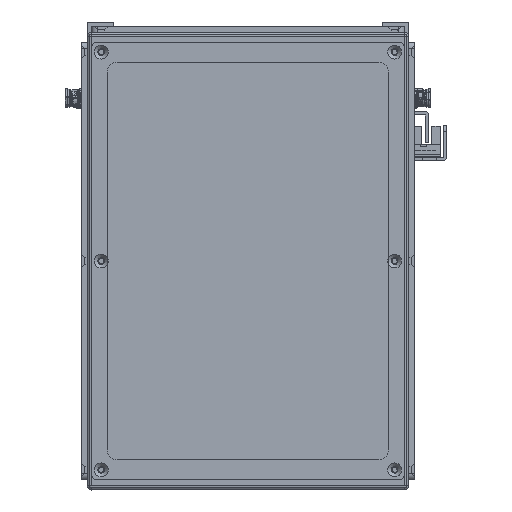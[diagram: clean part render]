
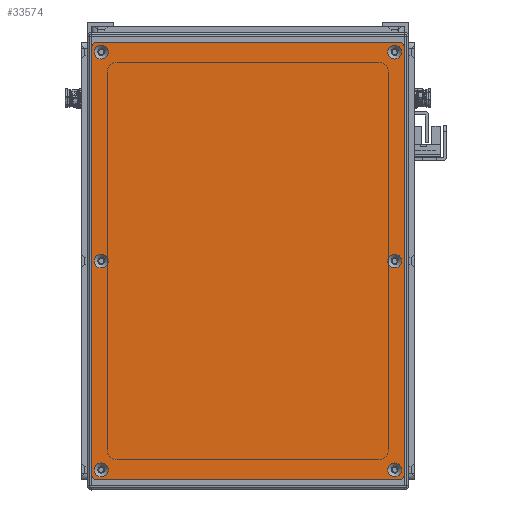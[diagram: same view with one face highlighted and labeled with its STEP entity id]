
A CAD part, front view. The second image highlights one B-rep face of the part: STEP entity #33574.
In plain terms, the highlighted planar face has unit normal (0, -1, 0).
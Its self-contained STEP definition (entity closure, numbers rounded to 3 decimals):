
#990=FACE_BOUND('',#6249,.T.);
#991=FACE_BOUND('',#6250,.T.);
#992=FACE_BOUND('',#6251,.T.);
#993=FACE_BOUND('',#6252,.T.);
#994=FACE_BOUND('',#6253,.T.);
#995=FACE_BOUND('',#6254,.T.);
#4068=FACE_OUTER_BOUND('',#6248,.T.);
#6248=EDGE_LOOP('',(#29987,#29988,#29989,#29990,#29991,#29992,#29993,#29994));
#6249=EDGE_LOOP('',(#29995));
#6250=EDGE_LOOP('',(#29996));
#6251=EDGE_LOOP('',(#29997));
#6252=EDGE_LOOP('',(#29998));
#6253=EDGE_LOOP('',(#29999));
#6254=EDGE_LOOP('',(#30000));
#7903=CIRCLE('',#37601,3.45);
#7906=CIRCLE('',#37606,3.45);
#7909=CIRCLE('',#37611,3.45);
#7912=CIRCLE('',#37616,3.45);
#7915=CIRCLE('',#37621,3.45);
#7918=CIRCLE('',#37626,3.45);
#7921=CIRCLE('',#37631,3.);
#7923=CIRCLE('',#37634,3.);
#7924=CIRCLE('',#37635,3.);
#7925=CIRCLE('',#37636,3.);
#10472=LINE('',#60269,#13035);
#10473=LINE('',#60273,#13036);
#10474=LINE('',#60277,#13037);
#10475=LINE('',#60280,#13038);
#13035=VECTOR('',#47136,10.);
#13036=VECTOR('',#47139,10.);
#13037=VECTOR('',#47142,10.);
#13038=VECTOR('',#47145,10.);
#16115=VERTEX_POINT('',#60199);
#16118=VERTEX_POINT('',#60209);
#16121=VERTEX_POINT('',#60219);
#16124=VERTEX_POINT('',#60229);
#16127=VERTEX_POINT('',#60239);
#16130=VERTEX_POINT('',#60249);
#16133=VERTEX_POINT('',#60259);
#16134=VERTEX_POINT('',#60260);
#16137=VERTEX_POINT('',#60268);
#16138=VERTEX_POINT('',#60270);
#16139=VERTEX_POINT('',#60272);
#16140=VERTEX_POINT('',#60274);
#16141=VERTEX_POINT('',#60276);
#16142=VERTEX_POINT('',#60278);
#20735=EDGE_CURVE('',#16115,#16115,#7903,.T.);
#20740=EDGE_CURVE('',#16118,#16118,#7906,.T.);
#20745=EDGE_CURVE('',#16121,#16121,#7909,.T.);
#20750=EDGE_CURVE('',#16124,#16124,#7912,.T.);
#20755=EDGE_CURVE('',#16127,#16127,#7915,.T.);
#20760=EDGE_CURVE('',#16130,#16130,#7918,.T.);
#20765=EDGE_CURVE('',#16133,#16134,#7921,.T.);
#20769=EDGE_CURVE('',#16133,#16137,#10472,.T.);
#20770=EDGE_CURVE('',#16138,#16137,#7923,.T.);
#20771=EDGE_CURVE('',#16138,#16139,#10473,.T.);
#20772=EDGE_CURVE('',#16140,#16139,#7924,.T.);
#20773=EDGE_CURVE('',#16140,#16141,#10474,.T.);
#20774=EDGE_CURVE('',#16142,#16141,#7925,.T.);
#20775=EDGE_CURVE('',#16142,#16134,#10475,.T.);
#29987=ORIENTED_EDGE('',*,*,#20765,.F.);
#29988=ORIENTED_EDGE('',*,*,#20769,.T.);
#29989=ORIENTED_EDGE('',*,*,#20770,.F.);
#29990=ORIENTED_EDGE('',*,*,#20771,.T.);
#29991=ORIENTED_EDGE('',*,*,#20772,.F.);
#29992=ORIENTED_EDGE('',*,*,#20773,.T.);
#29993=ORIENTED_EDGE('',*,*,#20774,.F.);
#29994=ORIENTED_EDGE('',*,*,#20775,.T.);
#29995=ORIENTED_EDGE('',*,*,#20735,.T.);
#29996=ORIENTED_EDGE('',*,*,#20740,.T.);
#29997=ORIENTED_EDGE('',*,*,#20745,.T.);
#29998=ORIENTED_EDGE('',*,*,#20750,.T.);
#29999=ORIENTED_EDGE('',*,*,#20755,.T.);
#30000=ORIENTED_EDGE('',*,*,#20760,.T.);
#30965=PLANE('',#37633);
#33574=ADVANCED_FACE('',(#4068,#990,#991,#992,#993,#994,#995),#30965,.T.);
#37601=AXIS2_PLACEMENT_3D('',#60200,#47056,#47057);
#37606=AXIS2_PLACEMENT_3D('',#60210,#47068,#47069);
#37611=AXIS2_PLACEMENT_3D('',#60220,#47080,#47081);
#37616=AXIS2_PLACEMENT_3D('',#60230,#47092,#47093);
#37621=AXIS2_PLACEMENT_3D('',#60240,#47104,#47105);
#37626=AXIS2_PLACEMENT_3D('',#60250,#47116,#47117);
#37631=AXIS2_PLACEMENT_3D('',#60261,#47128,#47129);
#37633=AXIS2_PLACEMENT_3D('',#60267,#47134,#47135);
#37634=AXIS2_PLACEMENT_3D('',#60271,#47137,#47138);
#37635=AXIS2_PLACEMENT_3D('',#60275,#47140,#47141);
#37636=AXIS2_PLACEMENT_3D('',#60279,#47143,#47144);
#47056=DIRECTION('center_axis',(0.,1.,0.));
#47057=DIRECTION('ref_axis',(1.,0.,0.));
#47068=DIRECTION('center_axis',(0.,1.,0.));
#47069=DIRECTION('ref_axis',(1.,0.,0.));
#47080=DIRECTION('center_axis',(0.,1.,0.));
#47081=DIRECTION('ref_axis',(1.,0.,0.));
#47092=DIRECTION('center_axis',(0.,1.,0.));
#47093=DIRECTION('ref_axis',(1.,0.,0.));
#47104=DIRECTION('center_axis',(0.,1.,0.));
#47105=DIRECTION('ref_axis',(1.,0.,0.));
#47116=DIRECTION('center_axis',(0.,1.,0.));
#47117=DIRECTION('ref_axis',(1.,0.,0.));
#47128=DIRECTION('center_axis',(0.,1.,0.));
#47129=DIRECTION('ref_axis',(-0.707,0.,0.707));
#47134=DIRECTION('center_axis',(0.,-1.,0.));
#47135=DIRECTION('ref_axis',(0.,0.,-1.));
#47136=DIRECTION('',(0.,0.,-1.));
#47137=DIRECTION('center_axis',(0.,1.,0.));
#47138=DIRECTION('ref_axis',(-0.707,0.,-0.707));
#47139=DIRECTION('',(1.,0.,0.));
#47140=DIRECTION('center_axis',(0.,1.,0.));
#47141=DIRECTION('ref_axis',(0.707,0.,-0.707));
#47142=DIRECTION('',(0.,0.,1.));
#47143=DIRECTION('center_axis',(0.,1.,0.));
#47144=DIRECTION('ref_axis',(0.707,0.,0.707));
#47145=DIRECTION('',(-1.,0.,0.));
#60199=CARTESIAN_POINT('',(100.55,-1.5,73.));
#60200=CARTESIAN_POINT('Origin',(104.,-1.5,73.));
#60209=CARTESIAN_POINT('',(-107.45,-1.5,-73.));
#60210=CARTESIAN_POINT('Origin',(-104.,-1.5,-73.));
#60219=CARTESIAN_POINT('',(-3.45,-1.5,73.));
#60220=CARTESIAN_POINT('Origin',(0.,-1.5,73.));
#60229=CARTESIAN_POINT('',(-3.45,-1.5,-73.));
#60230=CARTESIAN_POINT('Origin',(0.,-1.5,-73.));
#60239=CARTESIAN_POINT('',(-107.45,-1.5,73.));
#60240=CARTESIAN_POINT('Origin',(-104.,-1.5,73.));
#60249=CARTESIAN_POINT('',(100.55,-1.5,-73.));
#60250=CARTESIAN_POINT('Origin',(104.,-1.5,-73.));
#60259=CARTESIAN_POINT('',(-109.,-1.5,75.));
#60260=CARTESIAN_POINT('',(-106.,-1.5,78.));
#60261=CARTESIAN_POINT('Origin',(-106.,-1.5,75.));
#60267=CARTESIAN_POINT('Origin',(0.,-1.5,0.));
#60268=CARTESIAN_POINT('',(-109.,-1.5,-75.));
#60269=CARTESIAN_POINT('',(-109.,-1.5,78.));
#60270=CARTESIAN_POINT('',(-106.,-1.5,-78.));
#60271=CARTESIAN_POINT('Origin',(-106.,-1.5,-75.));
#60272=CARTESIAN_POINT('',(106.,-1.5,-78.));
#60273=CARTESIAN_POINT('',(-109.,-1.5,-78.));
#60274=CARTESIAN_POINT('',(109.,-1.5,-75.));
#60275=CARTESIAN_POINT('Origin',(106.,-1.5,-75.));
#60276=CARTESIAN_POINT('',(109.,-1.5,75.));
#60277=CARTESIAN_POINT('',(109.,-1.5,-78.));
#60278=CARTESIAN_POINT('',(106.,-1.5,78.));
#60279=CARTESIAN_POINT('Origin',(106.,-1.5,75.));
#60280=CARTESIAN_POINT('',(109.,-1.5,78.));
